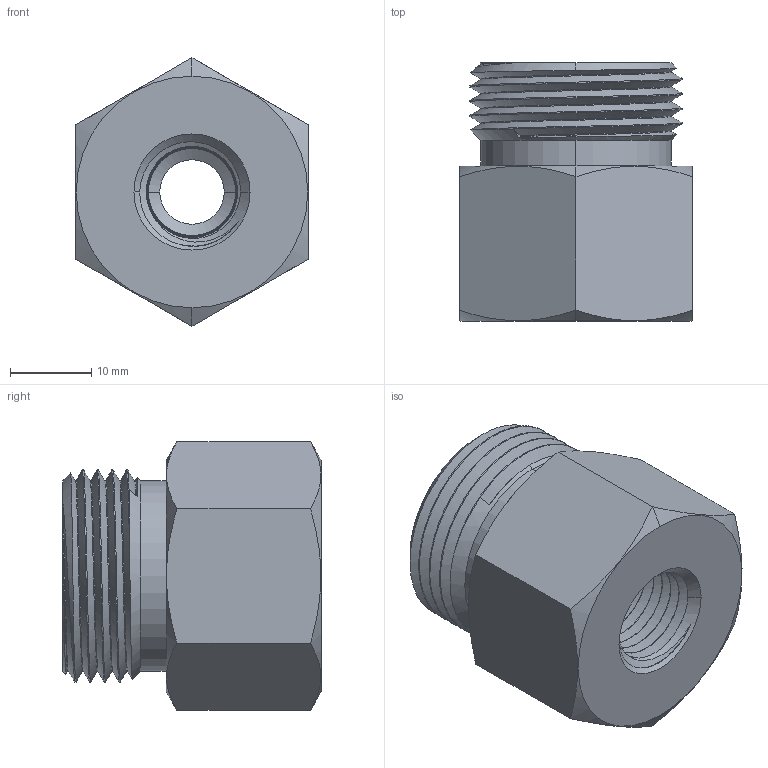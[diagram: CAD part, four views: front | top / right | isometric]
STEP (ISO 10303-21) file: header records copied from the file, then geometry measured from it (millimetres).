
FILE_DESCRIPTION (( 'STEP AP203' ), '1' );
FILE_NAME ('AD-660MBR-4FNPT.STEP', '2025-08-06T19:58:27', ( '' ), ( '' ), 'SwSTEP 2.0', 'SolidWorks 2018', '' );
FILE_SCHEMA (( 'CONFIG_CONTROL_DESIGN' ));
Length unit declared in the file: inch
Products named in the file (1): AD-660MBR-4FNPT
Bounding box: 28.57 x 31.75 x 33 mm (x, y, z)
Volume: 16073.4 mm3; surface area: 6091.2 mm2
Topology: 1 solids, 1 shells, 196 faces, 515 edges, 338 vertices
Faces by surface type: bspline 77, plane 67, cone 32, cylinder 20
Entity records: 17305 total; most frequent: CARTESIAN_POINT 13033, ORIENTED_EDGE 1030, DIRECTION 562, EDGE_CURVE 515, VERTEX_POINT 338, LINE 252, VECTOR 252, B_SPLINE_CURVE_WITH_KNOTS 228
